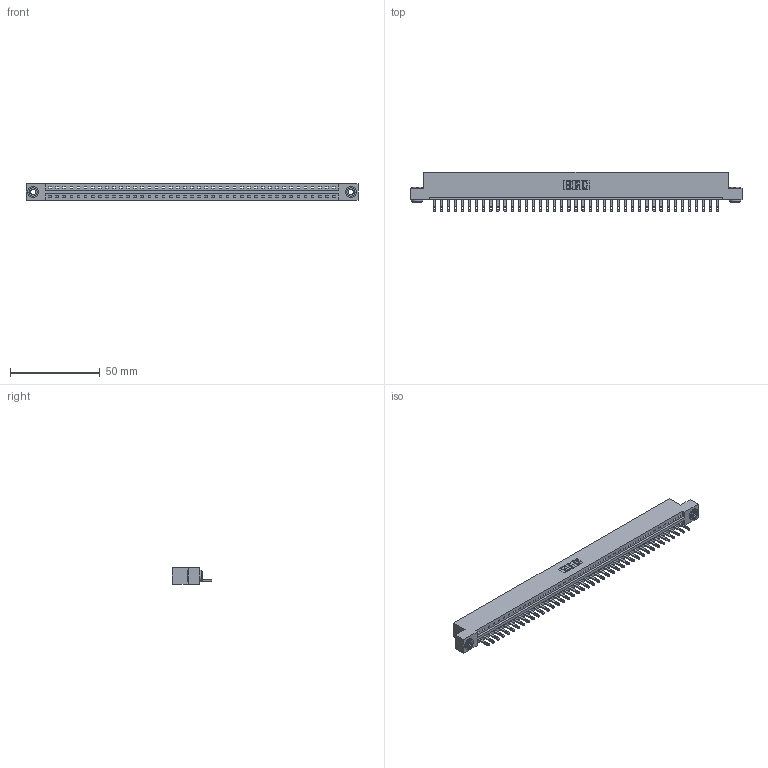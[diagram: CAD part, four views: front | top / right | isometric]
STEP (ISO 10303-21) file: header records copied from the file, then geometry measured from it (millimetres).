
FILE_DESCRIPTION (( 'STEP AP203' ), '1' );
FILE_NAME ('337-041-500-103.STEP', '2019-10-01T20:14:11', ( '' ), ( '' ), 'SwSTEP 2.0', 'SolidWorks 2016', '' );
FILE_SCHEMA (( 'CONFIG_CONTROL_DESIGN' ));
Length unit declared in the file: inch
Products named in the file (4): 345-292-001_345-293-100; 345-250-002_345-250-002-102; 337-041-500-103; 337 Part_Flush Mounting Lugs - 0.156 Dia-TH
Assembly tree (44 placements, depth 2):
  337-041-500-103
    337 Part_Flush Mounting Lugs - 0.156 Dia-TH
    345-292-001_345-293-100  x41
    345-250-002_345-250-002-102  x2
Bounding box: 185.47 x 21.85 x 9.4 mm (x, y, z)
Volume: 19308.8 mm3; surface area: 20275.7 mm2
Topology: 44 solids, 44 shells, 2530 faces, 7767 edges, 5174 vertices
Faces by surface type: plane 1720, cylinder 802, cone 8
Entity records: 31186 total; most frequent: CARTESIAN_POINT 5408, ORIENTED_EDGE 5378, DIRECTION 4589, EDGE_CURVE 2689, LINE 2533, VECTOR 2533, VERTEX_POINT 1790, AXIS2_PLACEMENT_3D 1028
